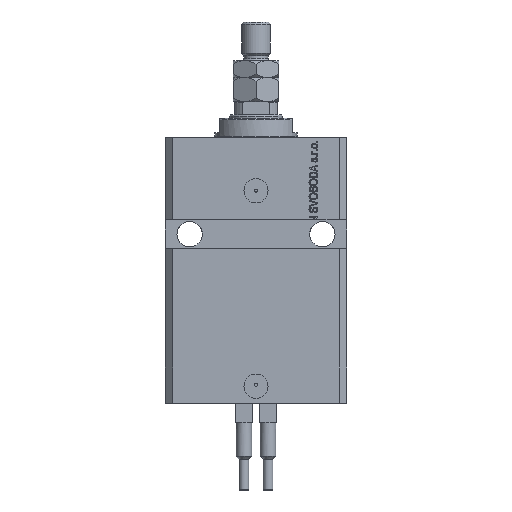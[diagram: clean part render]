
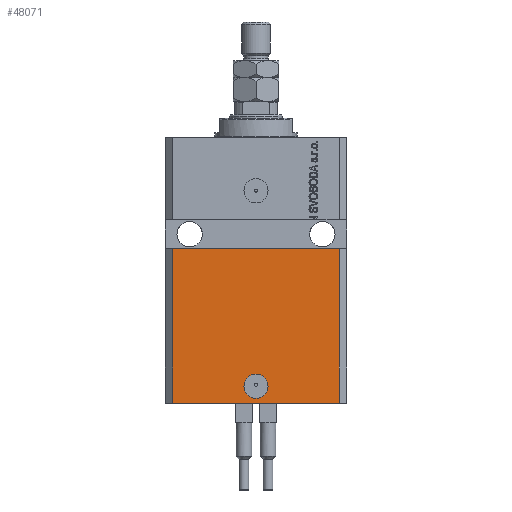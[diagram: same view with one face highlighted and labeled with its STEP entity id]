
A CAD part, front view. The second image highlights one B-rep face of the part: STEP entity #48071.
In plain terms, the highlighted planar face has unit normal (0, -1, 0).
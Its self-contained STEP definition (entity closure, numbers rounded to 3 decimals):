
#2215 = VERTEX_POINT ( 'NONE', #14736 ) ;
#2610 = CARTESIAN_POINT ( 'NONE',  ( -34.5, -27.5, -110. ) ) ;
#2682 = EDGE_LOOP ( 'NONE', ( #26353, #21934 ) ) ;
#5275 = AXIS2_PLACEMENT_3D ( 'NONE', #42078, #30236, #27184 ) ;
#5320 = ORIENTED_EDGE ( 'NONE', *, *, #41850, .T. ) ;
#5714 = VERTEX_POINT ( 'NONE', #48922 ) ;
#6818 = DIRECTION ( 'NONE',  ( 0., 0., 1. ) ) ;
#7405 = DIRECTION ( 'NONE',  ( 0., 0., 1. ) ) ;
#7725 = EDGE_CURVE ( 'NONE', #22165, #41854, #37880, .T. ) ;
#12008 = VERTEX_POINT ( 'NONE', #22487 ) ;
#12376 = EDGE_CURVE ( 'NONE', #5714, #2215, #22174, .T. ) ;
#12411 = EDGE_CURVE ( 'NONE', #2215, #5714, #42319, .T. ) ;
#12492 = ORIENTED_EDGE ( 'NONE', *, *, #7725, .F. ) ;
#14625 = CARTESIAN_POINT ( 'NONE',  ( 34.5, -27.5, -110. ) ) ;
#14736 = CARTESIAN_POINT ( 'NONE',  ( -5., -27.5, -103. ) ) ;
#15018 = PLANE ( 'NONE',  #21772 ) ;
#15141 = DIRECTION ( 'NONE',  ( 0., -1., 0. ) ) ;
#15542 = LINE ( 'NONE', #14625, #29773 ) ;
#18016 = FACE_OUTER_BOUND ( 'NONE', #30057, .T. ) ;
#18963 = AXIS2_PLACEMENT_3D ( 'NONE', #42321, #15141, #30965 ) ;
#20875 = VECTOR ( 'NONE', #23144, 1000. ) ;
#21772 = AXIS2_PLACEMENT_3D ( 'NONE', #22560, #26325, #41205 ) ;
#21934 = ORIENTED_EDGE ( 'NONE', *, *, #12411, .F. ) ;
#22165 = VERTEX_POINT ( 'NONE', #40149 ) ;
#22174 = CIRCLE ( 'NONE', #18963, 5. ) ;
#22487 = CARTESIAN_POINT ( 'NONE',  ( 34.5, -27.5, -110. ) ) ;
#22560 = CARTESIAN_POINT ( 'NONE',  ( -34.5, -27.5, -110. ) ) ;
#23144 = DIRECTION ( 'NONE',  ( 1., 0., 0. ) ) ;
#24054 = EDGE_CURVE ( 'NONE', #41854, #49050, #35219, .T. ) ;
#24574 = ORIENTED_EDGE ( 'NONE', *, *, #24054, .F. ) ;
#26325 = DIRECTION ( 'NONE',  ( 0., -1., 0. ) ) ;
#26353 = ORIENTED_EDGE ( 'NONE', *, *, #12376, .F. ) ;
#27184 = DIRECTION ( 'NONE',  ( 1., 0., 0. ) ) ;
#27633 = CARTESIAN_POINT ( 'NONE',  ( -37.5, -27.5, -46. ) ) ;
#29773 = VECTOR ( 'NONE', #6818, 1000. ) ;
#30057 = EDGE_LOOP ( 'NONE', ( #24574, #12492, #5320, #30125 ) ) ;
#30125 = ORIENTED_EDGE ( 'NONE', *, *, #45575, .T. ) ;
#30236 = DIRECTION ( 'NONE',  ( 0., -1., 0. ) ) ;
#30965 = DIRECTION ( 'NONE',  ( 1., 0., 0. ) ) ;
#31202 = CARTESIAN_POINT ( 'NONE',  ( -34.5, -27.5, -110. ) ) ;
#31843 = CARTESIAN_POINT ( 'NONE',  ( 34.5, -27.5, -46. ) ) ;
#32455 = VECTOR ( 'NONE', #7405, 1000. ) ;
#33657 = FACE_BOUND ( 'NONE', #2682, .T. ) ;
#35000 = LINE ( 'NONE', #31202, #20875 ) ;
#35219 = LINE ( 'NONE', #27633, #36961 ) ;
#36961 = VECTOR ( 'NONE', #42993, 1000. ) ;
#37880 = LINE ( 'NONE', #2610, #32455 ) ;
#40149 = CARTESIAN_POINT ( 'NONE',  ( -34.5, -27.5, -110. ) ) ;
#41205 = DIRECTION ( 'NONE',  ( 0., 0., -1. ) ) ;
#41850 = EDGE_CURVE ( 'NONE', #22165, #12008, #35000, .T. ) ;
#41854 = VERTEX_POINT ( 'NONE', #46056 ) ;
#42078 = CARTESIAN_POINT ( 'NONE',  ( 0., -27.5, -103. ) ) ;
#42319 = CIRCLE ( 'NONE', #5275, 5. ) ;
#42321 = CARTESIAN_POINT ( 'NONE',  ( 0., -27.5, -103. ) ) ;
#42993 = DIRECTION ( 'NONE',  ( 1., 0., 0. ) ) ;
#45575 = EDGE_CURVE ( 'NONE', #12008, #49050, #15542, .T. ) ;
#46056 = CARTESIAN_POINT ( 'NONE',  ( -34.5, -27.5, -46. ) ) ;
#48071 = ADVANCED_FACE ( 'NONE', ( #33657, #18016 ), #15018, .T. ) ;
#48922 = CARTESIAN_POINT ( 'NONE',  ( 5., -27.5, -103. ) ) ;
#49050 = VERTEX_POINT ( 'NONE', #31843 ) ;
